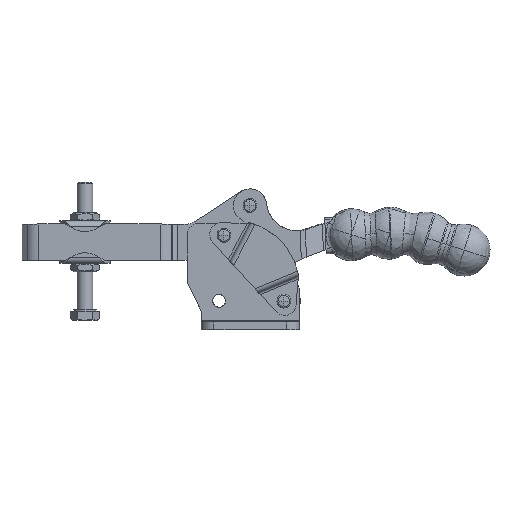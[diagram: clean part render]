
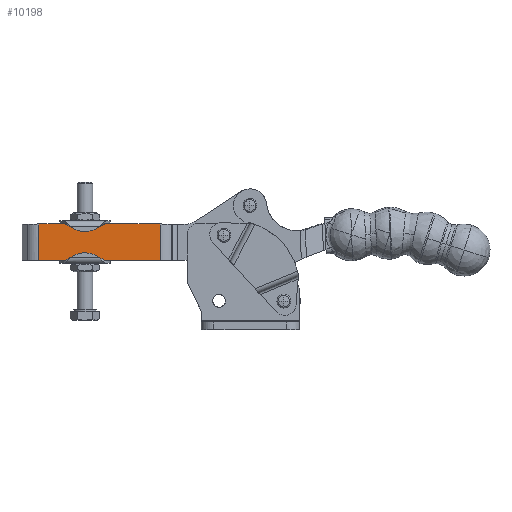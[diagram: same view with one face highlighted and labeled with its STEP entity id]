
A CAD part, top view. The second image highlights one B-rep face of the part: STEP entity #10198.
In plain terms, the highlighted planar face has unit normal (0, 0, 1).
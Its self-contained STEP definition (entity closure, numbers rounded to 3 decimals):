
#10114=AXIS2_PLACEMENT_3D('Plane Axis2P3D',#10111,#10112,#10113) ;
#7299=CARTESIAN_POINT('Vertex',(-102.678,75.188,3.065)) ;
#7302=CARTESIAN_POINT('Line Origine',(-91.745,75.188,3.065)) ;
#7306=CARTESIAN_POINT('Vertex',(-80.812,75.188,3.065)) ;
#7598=CARTESIAN_POINT('Vertex',(-80.812,60.938,3.065)) ;
#7601=CARTESIAN_POINT('Line Origine',(-91.745,60.938,3.065)) ;
#7605=CARTESIAN_POINT('Vertex',(-102.678,60.938,3.065)) ;
#10090=CARTESIAN_POINT('Vertex',(-102.753,75.054,3.065)) ;
#10094=CARTESIAN_POINT('Control Point',(-102.753,75.054,3.065)) ;
#10095=CARTESIAN_POINT('Control Point',(-102.726,75.097,3.065)) ;
#10096=CARTESIAN_POINT('Control Point',(-102.701,75.142,3.065)) ;
#10097=CARTESIAN_POINT('Control Point',(-102.678,75.188,3.065)) ;
#10111=CARTESIAN_POINT('Axis2P3D Location',(-85.724,70.263,3.065)) ;
#10117=CARTESIAN_POINT('Control Point',(-117.897,61.072,3.065)) ;
#10118=CARTESIAN_POINT('Control Point',(-117.913,61.047,3.065)) ;
#10119=CARTESIAN_POINT('Control Point',(-117.929,61.02,3.065)) ;
#10120=CARTESIAN_POINT('Control Point',(-117.944,60.993,3.065)) ;
#10121=CARTESIAN_POINT('Control Point',(-117.959,60.966,3.065)) ;
#10122=CARTESIAN_POINT('Control Point',(-117.972,60.938,3.065)) ;
#10123=CARTESIAN_POINT('Vertex',(-117.897,61.072,3.065)) ;
#10125=CARTESIAN_POINT('Vertex',(-117.972,60.938,3.065)) ;
#10128=CARTESIAN_POINT('Line Origine',(-110.325,61.072,3.065)) ;
#10132=CARTESIAN_POINT('Vertex',(-102.753,61.072,3.065)) ;
#10136=CARTESIAN_POINT('Control Point',(-102.753,61.072,3.065)) ;
#10137=CARTESIAN_POINT('Control Point',(-102.737,61.047,3.065)) ;
#10138=CARTESIAN_POINT('Control Point',(-102.722,61.02,3.065)) ;
#10139=CARTESIAN_POINT('Control Point',(-102.706,60.993,3.065)) ;
#10140=CARTESIAN_POINT('Control Point',(-102.692,60.966,3.065)) ;
#10141=CARTESIAN_POINT('Control Point',(-102.678,60.938,3.065)) ;
#10143=CARTESIAN_POINT('Line Origine',(-80.812,68.063,3.065)) ;
#10148=CARTESIAN_POINT('Line Origine',(-110.325,75.054,3.065)) ;
#10152=CARTESIAN_POINT('Vertex',(-117.897,75.054,3.065)) ;
#10156=CARTESIAN_POINT('Control Point',(-117.897,75.054,3.065)) ;
#10157=CARTESIAN_POINT('Control Point',(-117.913,75.08,3.065)) ;
#10158=CARTESIAN_POINT('Control Point',(-117.929,75.106,3.065)) ;
#10159=CARTESIAN_POINT('Control Point',(-117.944,75.133,3.065)) ;
#10160=CARTESIAN_POINT('Control Point',(-117.959,75.16,3.065)) ;
#10161=CARTESIAN_POINT('Control Point',(-117.972,75.188,3.065)) ;
#10162=CARTESIAN_POINT('Vertex',(-117.972,75.188,3.065)) ;
#10165=CARTESIAN_POINT('Line Origine',(-123.196,75.188,3.065)) ;
#10169=CARTESIAN_POINT('Vertex',(-128.419,75.188,3.065)) ;
#10172=CARTESIAN_POINT('Line Origine',(-128.419,68.063,3.065)) ;
#10176=CARTESIAN_POINT('Vertex',(-128.419,60.938,3.065)) ;
#10179=CARTESIAN_POINT('Line Origine',(-123.196,60.938,3.065)) ;
#7303=DIRECTION('Vector Direction',(1.,0.,0.)) ;
#7602=DIRECTION('Vector Direction',(-1.,0.,0.)) ;
#10112=DIRECTION('Axis2P3D Direction',(0.,0.,-1.)) ;
#10113=DIRECTION('Axis2P3D XDirection',(-1.,0.,0.)) ;
#10129=DIRECTION('Vector Direction',(1.,0.,0.)) ;
#10144=DIRECTION('Vector Direction',(0.,1.,0.)) ;
#10149=DIRECTION('Vector Direction',(1.,0.,0.)) ;
#10166=DIRECTION('Vector Direction',(1.,0.,0.)) ;
#10173=DIRECTION('Vector Direction',(0.,-1.,0.)) ;
#10180=DIRECTION('Vector Direction',(-1.,0.,0.)) ;
#7304=VECTOR('Line Direction',#7303,1.) ;
#7603=VECTOR('Line Direction',#7602,1.) ;
#10130=VECTOR('Line Direction',#10129,1.) ;
#10145=VECTOR('Line Direction',#10144,1.) ;
#10150=VECTOR('Line Direction',#10149,1.) ;
#10167=VECTOR('Line Direction',#10166,1.) ;
#10174=VECTOR('Line Direction',#10173,1.) ;
#10181=VECTOR('Line Direction',#10180,1.) ;
#10185=ORIENTED_EDGE('',*,*,#10127,.F.) ;
#10186=ORIENTED_EDGE('',*,*,#10134,.T.) ;
#10187=ORIENTED_EDGE('',*,*,#10142,.T.) ;
#10188=ORIENTED_EDGE('',*,*,#7607,.F.) ;
#10189=ORIENTED_EDGE('',*,*,#10147,.T.) ;
#10190=ORIENTED_EDGE('',*,*,#7308,.F.) ;
#10191=ORIENTED_EDGE('',*,*,#10098,.F.) ;
#10192=ORIENTED_EDGE('',*,*,#10154,.F.) ;
#10193=ORIENTED_EDGE('',*,*,#10164,.T.) ;
#10194=ORIENTED_EDGE('',*,*,#10171,.F.) ;
#10195=ORIENTED_EDGE('',*,*,#10178,.T.) ;
#10196=ORIENTED_EDGE('',*,*,#10183,.F.) ;
#10198=ADVANCED_FACE('HORIZONTALSPANNER_TS_H_155_UB_357872',(#10197),#10115,.F.) ;
#10093=B_SPLINE_CURVE_WITH_KNOTS('',3,(#10094,#10095,#10096,#10097),.UNSPECIFIED.,.F.,.U.,(4,4),(0.,0.232),.UNSPECIFIED.) ;
#10116=B_SPLINE_CURVE_WITH_KNOTS('',5,(#10117,#10118,#10119,#10120,#10121,#10122),.UNSPECIFIED.,.F.,.U.,(6,6),(0.,0.232),.UNSPECIFIED.) ;
#10135=B_SPLINE_CURVE_WITH_KNOTS('',5,(#10136,#10137,#10138,#10139,#10140,#10141),.UNSPECIFIED.,.F.,.U.,(6,6),(0.,0.232),.UNSPECIFIED.) ;
#10155=B_SPLINE_CURVE_WITH_KNOTS('',5,(#10156,#10157,#10158,#10159,#10160,#10161),.UNSPECIFIED.,.F.,.U.,(6,6),(0.,0.232),.UNSPECIFIED.) ;
#7308=EDGE_CURVE('',#7300,#7307,#7305,.T.) ;
#7607=EDGE_CURVE('',#7599,#7606,#7604,.T.) ;
#10098=EDGE_CURVE('',#10091,#7300,#10093,.T.) ;
#10127=EDGE_CURVE('',#10124,#10126,#10116,.T.) ;
#10134=EDGE_CURVE('',#10124,#10133,#10131,.T.) ;
#10142=EDGE_CURVE('',#10133,#7606,#10135,.T.) ;
#10147=EDGE_CURVE('',#7599,#7307,#10146,.T.) ;
#10154=EDGE_CURVE('',#10153,#10091,#10151,.T.) ;
#10164=EDGE_CURVE('',#10153,#10163,#10155,.T.) ;
#10171=EDGE_CURVE('',#10170,#10163,#10168,.T.) ;
#10178=EDGE_CURVE('',#10170,#10177,#10175,.T.) ;
#10183=EDGE_CURVE('',#10126,#10177,#10182,.T.) ;
#10184=EDGE_LOOP('',(#10185,#10186,#10187,#10188,#10189,#10190,#10191,#10192,#10193,#10194,#10195,#10196)) ;
#10197=FACE_OUTER_BOUND('',#10184,.T.) ;
#7305=LINE('Line',#7302,#7304) ;
#7604=LINE('Line',#7601,#7603) ;
#10131=LINE('Line',#10128,#10130) ;
#10146=LINE('Line',#10143,#10145) ;
#10151=LINE('Line',#10148,#10150) ;
#10168=LINE('Line',#10165,#10167) ;
#10175=LINE('Line',#10172,#10174) ;
#10182=LINE('Line',#10179,#10181) ;
#10115=PLANE('Plane',#10114) ;
#7300=VERTEX_POINT('',#7299) ;
#7307=VERTEX_POINT('',#7306) ;
#7599=VERTEX_POINT('',#7598) ;
#7606=VERTEX_POINT('',#7605) ;
#10091=VERTEX_POINT('',#10090) ;
#10124=VERTEX_POINT('',#10123) ;
#10126=VERTEX_POINT('',#10125) ;
#10133=VERTEX_POINT('',#10132) ;
#10153=VERTEX_POINT('',#10152) ;
#10163=VERTEX_POINT('',#10162) ;
#10170=VERTEX_POINT('',#10169) ;
#10177=VERTEX_POINT('',#10176) ;
